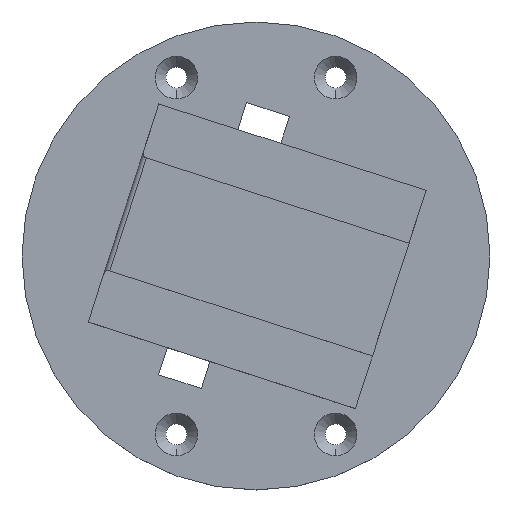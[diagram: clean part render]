
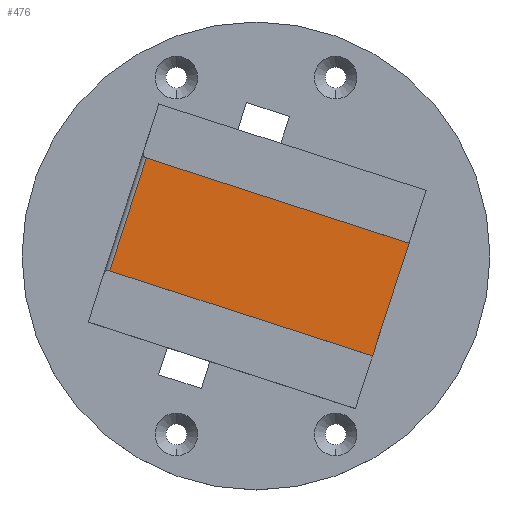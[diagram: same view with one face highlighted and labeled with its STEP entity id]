
A CAD part, top view. The second image highlights one B-rep face of the part: STEP entity #476.
In plain terms, the highlighted face is planar.
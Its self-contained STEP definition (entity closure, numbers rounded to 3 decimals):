
#8 = LINE ( 'NONE', #1907, #2400 ) ;
#106 = CARTESIAN_POINT ( 'NONE',  ( -25.032, -2.825, -11.519 ) ) ;
#151 = CARTESIAN_POINT ( 'NONE',  ( -13.517, -2.825, 24.012 ) ) ;
#184 = CARTESIAN_POINT ( 'NONE',  ( 33.096, -2.825, 8.905 ) ) ;
#321 = CARTESIAN_POINT ( 'NONE',  ( -15.367, -2.825, 18.304 ) ) ;
#361 = FACE_OUTER_BOUND ( 'NONE', #1889, .T. ) ;
#476 = ADVANCED_FACE ( 'NONE', ( #361 ), #2702, .F. ) ;
#866 = DIRECTION ( 'NONE',  ( 0., 1., 0. ) ) ;
#885 = VERTEX_POINT ( 'NONE', #2436 ) ;
#962 = VERTEX_POINT ( 'NONE', #1506 ) ;
#1007 = CARTESIAN_POINT ( 'NONE',  ( 21.581, -2.825, -26.626 ) ) ;
#1075 = VECTOR ( 'NONE', #1473, 1000. ) ;
#1204 = VECTOR ( 'NONE', #1683, 1000. ) ;
#1315 = DIRECTION ( 'NONE',  ( 0.308, 0., 0.951 ) ) ;
#1330 = LINE ( 'NONE', #2124, #2505 ) ;
#1387 = DIRECTION ( 'NONE',  ( 0.308, 0., 0.951 ) ) ;
#1395 = CARTESIAN_POINT ( 'NONE',  ( -13.517, -2.825, 24.012 ) ) ;
#1431 = VERTEX_POINT ( 'NONE', #1937 ) ;
#1473 = DIRECTION ( 'NONE',  ( -0.951, 0., 0.308 ) ) ;
#1506 = CARTESIAN_POINT ( 'NONE',  ( -32.695, -2.825, -2.728 ) ) ;
#1559 = VERTEX_POINT ( 'NONE', #321 ) ;
#1588 = VECTOR ( 'NONE', #1315, 1000. ) ;
#1667 = VECTOR ( 'NONE', #2921, 1000. ) ;
#1668 = DIRECTION ( 'NONE',  ( 0.308, 0., 0.951 ) ) ;
#1683 = DIRECTION ( 'NONE',  ( 0.951, 0., -0.308 ) ) ;
#1703 = CARTESIAN_POINT ( 'NONE',  ( 33.096, -2.825, 8.905 ) ) ;
#1719 = DIRECTION ( 'NONE',  ( 0.951, 0., -0.308 ) ) ;
#1733 = CARTESIAN_POINT ( 'NONE',  ( -62.455, -2.825, 0.61 ) ) ;
#1736 = LINE ( 'NONE', #151, #1667 ) ;
#1743 = CARTESIAN_POINT ( 'NONE',  ( 32.198, -2.825, 2.889 ) ) ;
#1889 = EDGE_LOOP ( 'NONE', ( #2132, #2123, #2032, #2041, #2277, #2291, #2743, #2700 ) ) ;
#1907 = CARTESIAN_POINT ( 'NONE',  ( -50.939, -2.825, 36.14 ) ) ;
#1926 = EDGE_CURVE ( 'NONE', #2176, #962, #2103, .T. ) ;
#1937 = CARTESIAN_POINT ( 'NONE',  ( -13.517, -2.825, 24.012 ) ) ;
#2032 = ORIENTED_EDGE ( 'NONE', *, *, #2760, .F. ) ;
#2041 = ORIENTED_EDGE ( 'NONE', *, *, #2266, .F. ) ;
#2043 = VERTEX_POINT ( 'NONE', #106 ) ;
#2074 = DIRECTION ( 'NONE',  ( -0.308, 0., -0.951 ) ) ;
#2103 = LINE ( 'NONE', #2825, #2712 ) ;
#2123 = ORIENTED_EDGE ( 'NONE', *, *, #2769, .T. ) ;
#2124 = CARTESIAN_POINT ( 'NONE',  ( -32.695, -2.825, -2.728 ) ) ;
#2132 = ORIENTED_EDGE ( 'NONE', *, *, #2766, .T. ) ;
#2176 = VERTEX_POINT ( 'NONE', #2237 ) ;
#2237 = CARTESIAN_POINT ( 'NONE',  ( -23.182, -2.825, -5.811 ) ) ;
#2251 = VERTEX_POINT ( 'NONE', #184 ) ;
#2266 = EDGE_CURVE ( 'NONE', #1559, #1431, #1736, .T. ) ;
#2277 = ORIENTED_EDGE ( 'NONE', *, *, #2663, .T. ) ;
#2291 = ORIENTED_EDGE ( 'NONE', *, *, #2412, .T. ) ;
#2327 = VECTOR ( 'NONE', #1668, 1000. ) ;
#2338 = VERTEX_POINT ( 'NONE', #1007 ) ;
#2400 = VECTOR ( 'NONE', #1719, 1000. ) ;
#2412 = EDGE_CURVE ( 'NONE', #885, #962, #1330, .T. ) ;
#2436 = CARTESIAN_POINT ( 'NONE',  ( -24.88, -2.825, 21.387 ) ) ;
#2462 = EDGE_CURVE ( 'NONE', #2043, #2176, #2783, .T. ) ;
#2465 = DIRECTION ( 'NONE',  ( -0.951, 0., 0.308 ) ) ;
#2505 = VECTOR ( 'NONE', #2074, 1000. ) ;
#2534 = LINE ( 'NONE', #1733, #1204 ) ;
#2640 = CARTESIAN_POINT ( 'NONE',  ( -50.939, -2.825, 36.14 ) ) ;
#2663 = EDGE_CURVE ( 'NONE', #1559, #885, #2848, .T. ) ;
#2700 = ORIENTED_EDGE ( 'NONE', *, *, #2462, .F. ) ;
#2702 = PLANE ( 'NONE',  #2894 ) ;
#2712 = VECTOR ( 'NONE', #2465, 1000. ) ;
#2743 = ORIENTED_EDGE ( 'NONE', *, *, #1926, .F. ) ;
#2760 = EDGE_CURVE ( 'NONE', #1431, #2251, #8, .T. ) ;
#2766 = EDGE_CURVE ( 'NONE', #2043, #2338, #2534, .T. ) ;
#2769 = EDGE_CURVE ( 'NONE', #2338, #2251, #2881, .T. ) ;
#2783 = LINE ( 'NONE', #1395, #1588 ) ;
#2825 = CARTESIAN_POINT ( 'NONE',  ( 24.382, -2.825, -21.226 ) ) ;
#2848 = LINE ( 'NONE', #1743, #1075 ) ;
#2881 = LINE ( 'NONE', #1703, #2327 ) ;
#2894 = AXIS2_PLACEMENT_3D ( 'NONE', #2640, #866, #1387 ) ;
#2921 = DIRECTION ( 'NONE',  ( 0.308, 0., 0.951 ) ) ;
